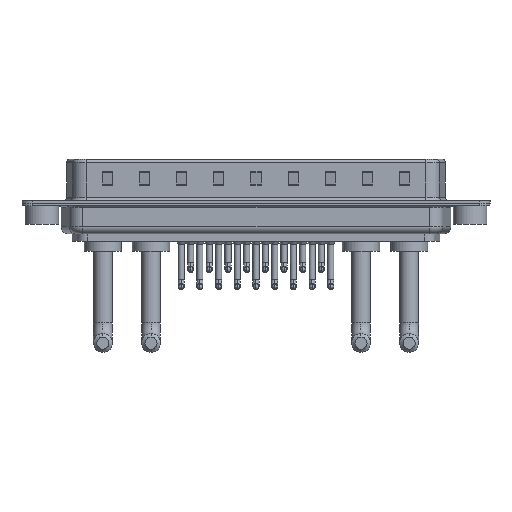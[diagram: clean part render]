
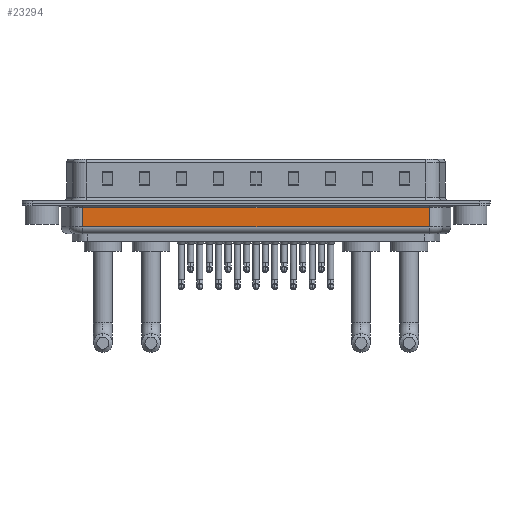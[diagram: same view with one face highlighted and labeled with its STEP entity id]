
A CAD part, front view. The second image highlights one B-rep face of the part: STEP entity #23294.
In plain terms, the highlighted planar face has unit normal (0, -1, 0).
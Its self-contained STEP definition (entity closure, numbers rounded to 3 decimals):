
#316 = EDGE_CURVE ( 'NONE', #3627, #7818, #9461, .T. ) ;
#2904 = DIRECTION ( 'NONE',  ( 0., 0., 1. ) ) ;
#3291 = CARTESIAN_POINT ( 'NONE',  ( 6.031, -5.35, -0.65 ) ) ;
#3460 = FACE_OUTER_BOUND ( 'NONE', #19141, .T. ) ;
#3627 = VERTEX_POINT ( 'NONE', #23694 ) ;
#5249 = DIRECTION ( 'NONE',  ( -1., 0., 0. ) ) ;
#6895 = VECTOR ( 'NONE', #16117, 1000. ) ;
#7818 = VERTEX_POINT ( 'NONE', #11359 ) ;
#7964 = CARTESIAN_POINT ( 'NONE',  ( 6.031, -5.35, -3.5 ) ) ;
#8662 = VERTEX_POINT ( 'NONE', #13348 ) ;
#9461 = LINE ( 'NONE', #19659, #21831 ) ;
#10781 = EDGE_CURVE ( 'NONE', #25991, #7818, #13628, .T. ) ;
#11130 = ORIENTED_EDGE ( 'NONE', *, *, #316, .F. ) ;
#11359 = CARTESIAN_POINT ( 'NONE',  ( 6.031, -5.35, -0.65 ) ) ;
#11841 = DIRECTION ( 'NONE',  ( -1., 0., 0. ) ) ;
#13348 = CARTESIAN_POINT ( 'NONE',  ( 57.469, -5.35, -3.5 ) ) ;
#13628 = LINE ( 'NONE', #3291, #22738 ) ;
#13644 = CARTESIAN_POINT ( 'NONE',  ( 57.469, -5.35, -4.5 ) ) ;
#13965 = LINE ( 'NONE', #7964, #6895 ) ;
#15196 = AXIS2_PLACEMENT_3D ( 'NONE', #21267, #23809, #5249 ) ;
#15512 = ORIENTED_EDGE ( 'NONE', *, *, #24478, .T. ) ;
#16117 = DIRECTION ( 'NONE',  ( 1., 0., 0. ) ) ;
#19141 = EDGE_LOOP ( 'NONE', ( #11130, #19436, #15512, #24901 ) ) ;
#19436 = ORIENTED_EDGE ( 'NONE', *, *, #20223, .T. ) ;
#19512 = DIRECTION ( 'NONE',  ( 0., 0., 1. ) ) ;
#19659 = CARTESIAN_POINT ( 'NONE',  ( 6.031, -5.35, -4.5 ) ) ;
#19985 = VECTOR ( 'NONE', #2904, 1000. ) ;
#20223 = EDGE_CURVE ( 'NONE', #3627, #8662, #13965, .T. ) ;
#21267 = CARTESIAN_POINT ( 'NONE',  ( 6.031, -5.35, -4.5 ) ) ;
#21831 = VECTOR ( 'NONE', #19512, 1000. ) ;
#22738 = VECTOR ( 'NONE', #11841, 1000. ) ;
#23294 = ADVANCED_FACE ( 'NONE', ( #3460 ), #25875, .F. ) ;
#23694 = CARTESIAN_POINT ( 'NONE',  ( 6.031, -5.35, -3.5 ) ) ;
#23809 = DIRECTION ( 'NONE',  ( 0., 1., 0. ) ) ;
#24115 = CARTESIAN_POINT ( 'NONE',  ( 57.469, -5.35, -0.65 ) ) ;
#24478 = EDGE_CURVE ( 'NONE', #8662, #25991, #25695, .T. ) ;
#24901 = ORIENTED_EDGE ( 'NONE', *, *, #10781, .T. ) ;
#25695 = LINE ( 'NONE', #13644, #19985 ) ;
#25875 = PLANE ( 'NONE',  #15196 ) ;
#25991 = VERTEX_POINT ( 'NONE', #24115 ) ;
